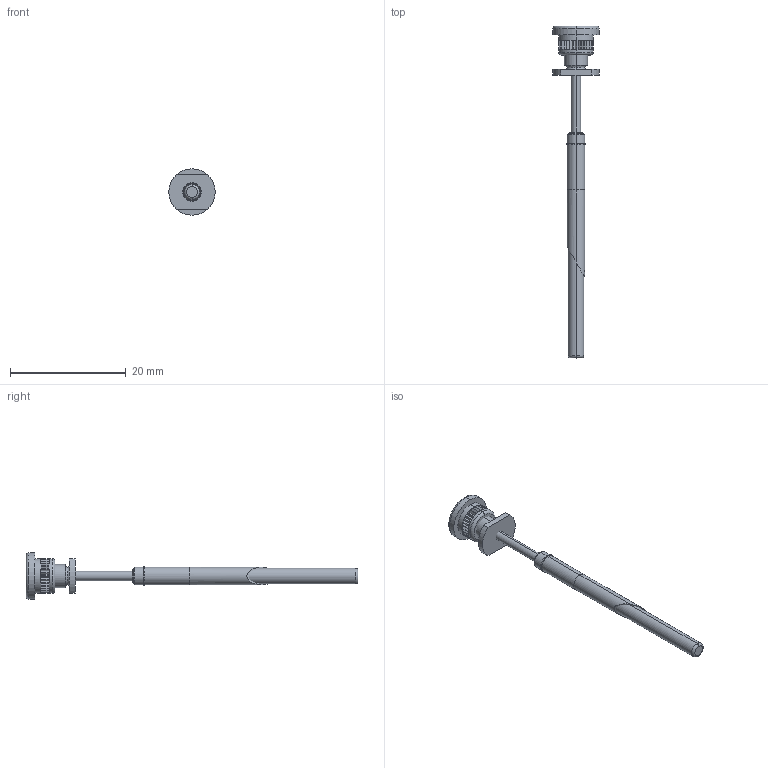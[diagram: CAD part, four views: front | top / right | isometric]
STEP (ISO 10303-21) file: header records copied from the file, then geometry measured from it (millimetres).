
FILE_DESCRIPTION (( 'STEP AP214' ), '1' );
FILE_NAME ('INGUN_60290.STEP', '2024-08-15T13:51:34', ( '' ), ( '' ), 'SwSTEP 2.0', 'SolidWorks 2021', '' );
FILE_SCHEMA (( 'AUTOMOTIVE_DESIGN' ));
Length unit declared in the file: millimetre
Products named in the file (6): 60289~0_S; GKS-114-0015__ADA~gks_Hub = 08,0 <S>; INGUN_60290; KS-113-Master__ADA~ks_KS-113 23; Gewindebuchse~n_M04-05,0 geschlossen; 53731~0
Assembly tree (5 placements, depth 3):
  INGUN_60290
    GKS-114-0015__ADA~gks_Hub = 08,0 <S>
    KS-113-Master__ADA~ks_KS-113 23
    Gewindebuchse~n_M04-05,0 geschlossen
    60289~0_S
      53731~0
Bounding box: 8 x 57.3 x 8 mm (x, y, z)
Volume: 618.1 mm3; surface area: 1041.7 mm2
Topology: 6 solids, 6 shells, 197 faces, 429 edges, 278 vertices
Faces by surface type: plane 143, cylinder 30, torus 12, cone 10, sphere 2
Entity records: 5791 total; most frequent: DIRECTION 989, CARTESIAN_POINT 941, ORIENTED_EDGE 854, EDGE_CURVE 427, AXIS2_PLACEMENT_3D 362, VERTEX_POINT 278, VECTOR 265, LINE 265
